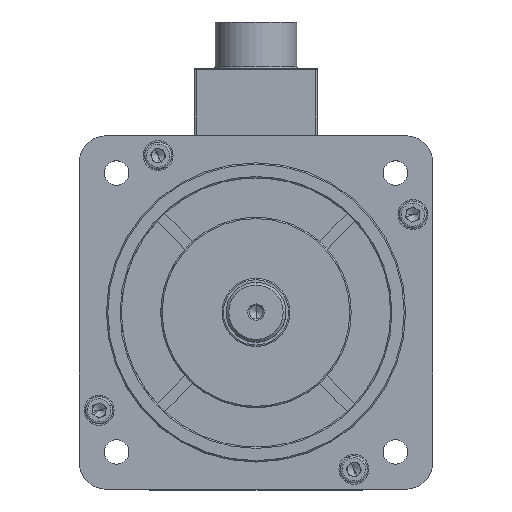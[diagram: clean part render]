
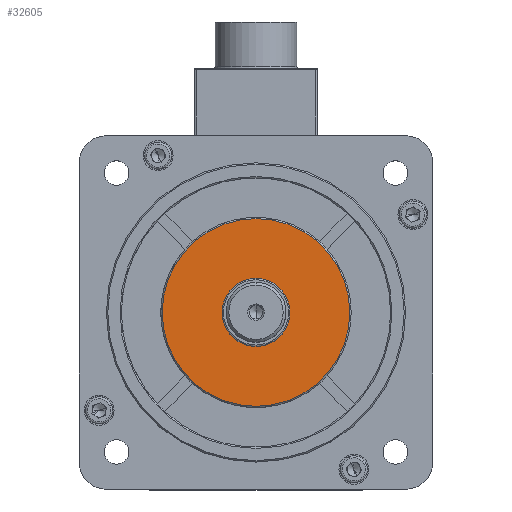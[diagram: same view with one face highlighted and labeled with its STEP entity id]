
A CAD part, top view. The second image highlights one B-rep face of the part: STEP entity #32605.
In plain terms, the highlighted planar face has unit normal (0, 0, 1).
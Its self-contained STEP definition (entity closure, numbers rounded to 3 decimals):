
#2169 = CIRCLE ( 'NONE', #23082, 34.5 ) ;
#7217 = DIRECTION ( 'NONE',  ( 0., 0., 1. ) ) ;
#7708 = DIRECTION ( 'NONE',  ( 1., 0., 0. ) ) ;
#7777 = ORIENTED_EDGE ( 'NONE', *, *, #20089, .T. ) ;
#8130 = CARTESIAN_POINT ( 'NONE',  ( 34.5, 0., 19. ) ) ;
#8720 = AXIS2_PLACEMENT_3D ( 'NONE', #31304, #16066, #15729 ) ;
#15386 = PLANE ( 'NONE',  #8720 ) ;
#15729 = DIRECTION ( 'NONE',  ( 1., 0., 0. ) ) ;
#15877 = VERTEX_POINT ( 'NONE', #27441 ) ;
#16066 = DIRECTION ( 'NONE',  ( 0., 0., 1. ) ) ;
#17492 = DIRECTION ( 'NONE',  ( 1., 0., 0. ) ) ;
#18179 = EDGE_LOOP ( 'NONE', ( #7777, #28222 ) ) ;
#20089 = EDGE_CURVE ( 'NONE', #15877, #30060, #29532, .T. ) ;
#20343 = CARTESIAN_POINT ( 'NONE',  ( 0., 0., 19. ) ) ;
#20466 = AXIS2_PLACEMENT_3D ( 'NONE', #20343, #7217, #17492 ) ;
#23082 = AXIS2_PLACEMENT_3D ( 'NONE', #25838, #33033, #7708 ) ;
#25838 = CARTESIAN_POINT ( 'NONE',  ( 0., 0., 19. ) ) ;
#27441 = CARTESIAN_POINT ( 'NONE',  ( -34.5, 0., 19. ) ) ;
#28222 = ORIENTED_EDGE ( 'NONE', *, *, #29367, .T. ) ;
#29367 = EDGE_CURVE ( 'NONE', #30060, #15877, #2169, .T. ) ;
#29532 = CIRCLE ( 'NONE', #20466, 34.5 ) ;
#30060 = VERTEX_POINT ( 'NONE', #8130 ) ;
#30962 = FACE_OUTER_BOUND ( 'NONE', #18179, .T. ) ;
#31304 = CARTESIAN_POINT ( 'NONE',  ( 0., 0., 19. ) ) ;
#32605 = ADVANCED_FACE ( 'NONE', ( #30962 ), #15386, .T. ) ;
#33033 = DIRECTION ( 'NONE',  ( 0., 0., 1. ) ) ;
